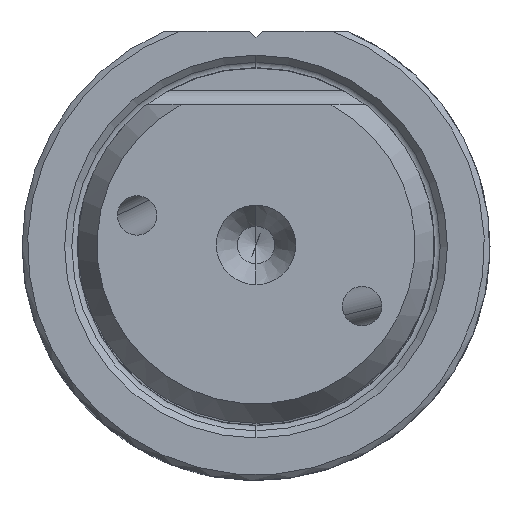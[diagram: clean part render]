
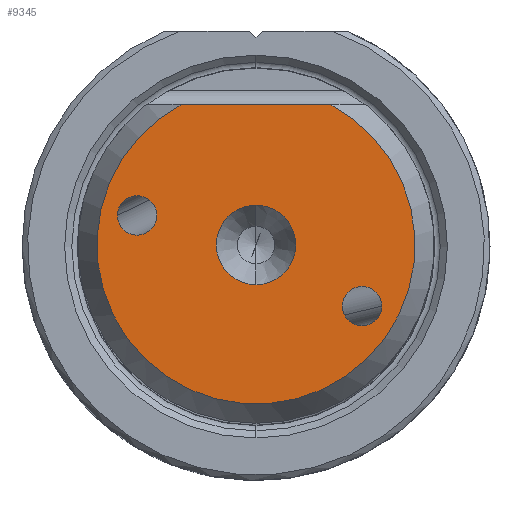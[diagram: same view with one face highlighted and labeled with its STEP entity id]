
A CAD part, top view. The second image highlights one B-rep face of the part: STEP entity #9345.
In plain terms, the highlighted planar face has unit normal (0, 0, 1).
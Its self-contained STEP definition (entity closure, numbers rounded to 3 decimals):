
#2591=DIRECTION('',(1.,0.,0.));
#2592=VECTOR('',#2591,7.893);
#2593=CARTESIAN_POINT('',(-3.947,7.525,50.8));
#2594=LINE('',#2593,#2592);
#2598=CARTESIAN_POINT('',(0.,0.,50.8));
#2599=DIRECTION('',(0.,0.,-1.));
#2600=DIRECTION('',(0.464,0.886,0.));
#2601=AXIS2_PLACEMENT_3D('',#2598,#2599,#2600);
#2606=CARTESIAN_POINT('',(0.,0.,50.8));
#2607=DIRECTION('',(0.,0.,1.));
#2608=DIRECTION('',(0.,1.,0.));
#2609=AXIS2_PLACEMENT_3D('',#2606,#2607,#2608);
#2614=CARTESIAN_POINT('',(0.,0.,50.8));
#2615=DIRECTION('',(0.,0.,1.));
#2616=DIRECTION('',(0.,-1.,0.));
#2617=AXIS2_PLACEMENT_3D('',#2614,#2615,#2616);
#2622=CARTESIAN_POINT('',(4.616,-3.269,50.8));
#2623=CARTESIAN_POINT('',(4.616,-3.393,50.8));
#2624=CARTESIAN_POINT('',(4.661,-3.66,50.8));
#2625=CARTESIAN_POINT('',(4.861,-3.971,50.8));
#2626=CARTESIAN_POINT('',(5.089,-4.154,50.8));
#2627=CARTESIAN_POINT('',(5.279,-4.252,50.8));
#2628=CARTESIAN_POINT('',(5.444,-4.298,50.8));
#2629=CARTESIAN_POINT('',(5.573,-4.316,50.8));
#2630=CARTESIAN_POINT('',(5.667,-4.32,50.8));
#2631=CARTESIAN_POINT('',(5.761,-4.316,50.8));
#2632=CARTESIAN_POINT('',(5.891,-4.298,50.8));
#2633=CARTESIAN_POINT('',(6.055,-4.252,50.8));
#2634=CARTESIAN_POINT('',(6.246,-4.154,50.8));
#2635=CARTESIAN_POINT('',(6.473,-3.97,50.8));
#2636=CARTESIAN_POINT('',(6.674,-3.659,50.8));
#2637=CARTESIAN_POINT('',(6.719,-3.392,50.8));
#2638=CARTESIAN_POINT('',(6.719,-3.268,50.8));
#2643=CARTESIAN_POINT('',(6.719,-3.268,50.8));
#2644=CARTESIAN_POINT('',(6.719,-3.144,50.8));
#2645=CARTESIAN_POINT('',(6.674,-2.877,50.8));
#2646=CARTESIAN_POINT('',(6.473,-2.566,50.8));
#2647=CARTESIAN_POINT('',(6.246,-2.383,50.8));
#2648=CARTESIAN_POINT('',(6.055,-2.285,50.8));
#2649=CARTESIAN_POINT('',(5.891,-2.239,50.8));
#2650=CARTESIAN_POINT('',(5.761,-2.221,50.8));
#2651=CARTESIAN_POINT('',(5.667,-2.217,50.8));
#2652=CARTESIAN_POINT('',(5.573,-2.221,50.8));
#2653=CARTESIAN_POINT('',(5.444,-2.239,50.8));
#2654=CARTESIAN_POINT('',(5.279,-2.285,50.8));
#2655=CARTESIAN_POINT('',(5.089,-2.383,50.8));
#2656=CARTESIAN_POINT('',(4.861,-2.567,50.8));
#2657=CARTESIAN_POINT('',(4.661,-2.878,50.8));
#2658=CARTESIAN_POINT('',(4.616,-3.145,50.8));
#2659=CARTESIAN_POINT('',(4.616,-3.269,50.8));
#2678=CARTESIAN_POINT('',(-3.947,7.525,50.8));
#5707=CARTESIAN_POINT('',(-5.299,1.575,50.8));
#5708=CARTESIAN_POINT('',(-5.299,1.452,50.8));
#5709=CARTESIAN_POINT('',(-5.344,1.184,50.8));
#5710=CARTESIAN_POINT('',(-5.544,0.873,50.8));
#5711=CARTESIAN_POINT('',(-5.771,0.689,50.8));
#5712=CARTESIAN_POINT('',(-5.962,0.591,50.8));
#5713=CARTESIAN_POINT('',(-6.126,0.544,50.8));
#5714=CARTESIAN_POINT('',(-6.256,0.527,50.8));
#5715=CARTESIAN_POINT('',(-6.35,0.523,50.8));
#5716=CARTESIAN_POINT('',(-6.444,0.527,50.8));
#5717=CARTESIAN_POINT('',(-6.573,0.544,50.8));
#5718=CARTESIAN_POINT('',(-6.738,0.59,50.8));
#5719=CARTESIAN_POINT('',(-6.929,0.688,50.8));
#5720=CARTESIAN_POINT('',(-7.156,0.871,50.8));
#5721=CARTESIAN_POINT('',(-7.356,1.182,50.8));
#5722=CARTESIAN_POINT('',(-7.401,1.449,50.8));
#5723=CARTESIAN_POINT('',(-7.401,1.573,50.8));
#5743=CARTESIAN_POINT('',(-7.401,1.573,50.8));
#5744=CARTESIAN_POINT('',(-7.401,1.697,50.8));
#5745=CARTESIAN_POINT('',(-7.356,1.964,50.8));
#5746=CARTESIAN_POINT('',(-7.156,2.276,50.8));
#5747=CARTESIAN_POINT('',(-6.929,2.459,50.8));
#5748=CARTESIAN_POINT('',(-6.738,2.557,50.8));
#5749=CARTESIAN_POINT('',(-6.573,2.604,50.8));
#5750=CARTESIAN_POINT('',(-6.444,2.622,50.8));
#5751=CARTESIAN_POINT('',(-6.35,2.626,50.8));
#5752=CARTESIAN_POINT('',(-6.256,2.622,50.8));
#5753=CARTESIAN_POINT('',(-6.126,2.605,50.8));
#5754=CARTESIAN_POINT('',(-5.962,2.558,50.8));
#5755=CARTESIAN_POINT('',(-5.771,2.461,50.8));
#5756=CARTESIAN_POINT('',(-5.544,2.277,50.8));
#5757=CARTESIAN_POINT('',(-5.344,1.967,50.8));
#5758=CARTESIAN_POINT('',(-5.299,1.699,50.8));
#5759=CARTESIAN_POINT('',(-5.299,1.575,50.8));
#6630=VERTEX_POINT('',#2678);
#6631=CARTESIAN_POINT('',(3.947,7.525,50.8));
#6632=VERTEX_POINT('',#6631);
#6640=CARTESIAN_POINT('',(0.,2.125,50.8));
#6641=CARTESIAN_POINT('',(0.,-2.125,50.8));
#6642=VERTEX_POINT('',#6640);
#6643=VERTEX_POINT('',#6641);
#6644=VERTEX_POINT('',#5707);
#6645=VERTEX_POINT('',#5723);
#6646=VERTEX_POINT('',#2622);
#6647=VERTEX_POINT('',#2638);
#9318=CARTESIAN_POINT('',(0.,-0.486,50.8));
#9319=DIRECTION('',(0.,0.,1.));
#9320=DIRECTION('',(-1.,0.,0.));
#9321=AXIS2_PLACEMENT_3D('',#9318,#9319,#9320);
#9322=PLANE('',#9321);
#9324=ORIENTED_EDGE('',*,*,#9323,.T.);
#9326=ORIENTED_EDGE('',*,*,#9325,.T.);
#9327=EDGE_LOOP('',(#9324,#9326));
#9328=FACE_OUTER_BOUND('',#9327,.F.);
#9330=ORIENTED_EDGE('',*,*,#9329,.T.);
#9332=ORIENTED_EDGE('',*,*,#9331,.T.);
#9333=EDGE_LOOP('',(#9330,#9332));
#9334=FACE_BOUND('',#9333,.F.);
#9336=ORIENTED_EDGE('',*,*,#9335,.F.);
#9338=ORIENTED_EDGE('',*,*,#9337,.F.);
#9339=EDGE_LOOP('',(#9336,#9338));
#9340=FACE_BOUND('',#9339,.F.);
#9341=ORIENTED_EDGE('',*,*,#9282,.T.);
#9342=ORIENTED_EDGE('',*,*,#9305,.T.);
#9343=EDGE_LOOP('',(#9341,#9342));
#9344=FACE_BOUND('',#9343,.F.);
#2602=CIRCLE('',#2601,8.497);
#2610=CIRCLE('',#2609,2.125);
#2618=CIRCLE('',#2617,2.125);
#2639=B_SPLINE_CURVE_WITH_KNOTS('',3,(#2622,#2623,#2624,#2625,#2626,#2627,#2628,
#2629,#2630,#2631,#2632,#2633,#2634,#2635,#2636,#2637,#2638),.UNSPECIFIED.,.F.,
.F.,(4,1,1,1,1,1,1,1,1,1,1,1,1,1,4),(0.,0.125,0.25,0.313,0.375,
0.438,0.469,0.5,0.531,0.563,0.625,0.688,0.75,0.875,
1.),.UNSPECIFIED.);
#2660=B_SPLINE_CURVE_WITH_KNOTS('',3,(#2643,#2644,#2645,#2646,#2647,#2648,#2649,
#2650,#2651,#2652,#2653,#2654,#2655,#2656,#2657,#2658,#2659),.UNSPECIFIED.,.F.,
.F.,(4,1,1,1,1,1,1,1,1,1,1,1,1,1,4),(0.,0.125,0.25,0.313,0.375,
0.438,0.469,0.5,0.531,0.563,0.625,0.688,0.75,0.875,
1.),.UNSPECIFIED.);
#5724=B_SPLINE_CURVE_WITH_KNOTS('',3,(#5707,#5708,#5709,#5710,#5711,#5712,#5713,
#5714,#5715,#5716,#5717,#5718,#5719,#5720,#5721,#5722,#5723),.UNSPECIFIED.,.F.,
.F.,(4,1,1,1,1,1,1,1,1,1,1,1,1,1,4),(0.,0.125,0.25,0.313,0.375,
0.438,0.469,0.5,0.531,0.563,0.625,0.688,0.75,0.875,
1.),.UNSPECIFIED.);
#5760=B_SPLINE_CURVE_WITH_KNOTS('',3,(#5743,#5744,#5745,#5746,#5747,#5748,#5749,
#5750,#5751,#5752,#5753,#5754,#5755,#5756,#5757,#5758,#5759),.UNSPECIFIED.,.F.,
.F.,(4,1,1,1,1,1,1,1,1,1,1,1,1,1,4),(0.,0.125,0.25,0.313,0.375,
0.438,0.469,0.5,0.531,0.563,0.625,0.688,0.75,0.875,
1.),.UNSPECIFIED.);
#9282=EDGE_CURVE('',#6646,#6647,#2639,.T.);
#9305=EDGE_CURVE('',#6647,#6646,#2660,.T.);
#9323=EDGE_CURVE('',#6630,#6632,#2594,.T.);
#9325=EDGE_CURVE('',#6632,#6630,#2602,.T.);
#9329=EDGE_CURVE('',#6642,#6643,#2610,.T.);
#9331=EDGE_CURVE('',#6643,#6642,#2618,.T.);
#9335=EDGE_CURVE('',#6644,#6645,#5724,.T.);
#9337=EDGE_CURVE('',#6645,#6644,#5760,.T.);
#9345=ADVANCED_FACE('',(#9328,#9334,#9340,#9344),#9322,.T.);
